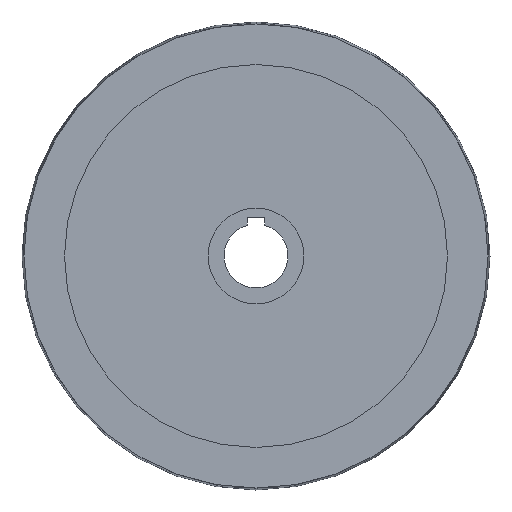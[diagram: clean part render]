
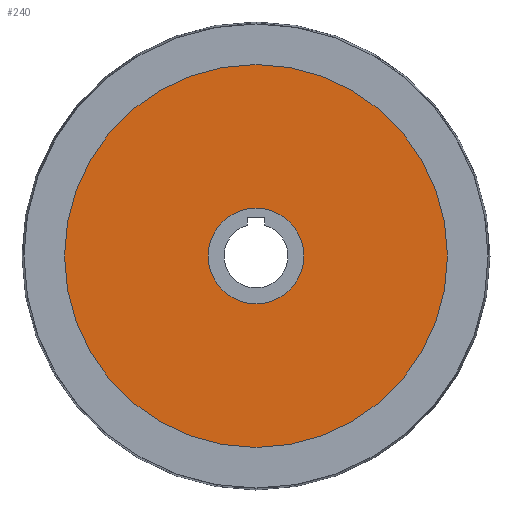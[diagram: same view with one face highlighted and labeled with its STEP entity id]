
A CAD part, left-side view. The second image highlights one B-rep face of the part: STEP entity #240.
In plain terms, the highlighted planar face has unit normal (-1, 0, 0).
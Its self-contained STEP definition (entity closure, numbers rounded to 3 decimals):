
#30=FACE_BOUND('',#86,.T.);
#44=CIRCLE('',#274,90.);
#45=CIRCLE('',#276,22.5);
#60=FACE_OUTER_BOUND('',#85,.T.);
#85=EDGE_LOOP('',(#191));
#86=EDGE_LOOP('',(#192));
#132=VERTEX_POINT('',#406);
#133=VERTEX_POINT('',#409);
#155=EDGE_CURVE('',#132,#132,#44,.T.);
#156=EDGE_CURVE('',#133,#133,#45,.T.);
#191=ORIENTED_EDGE('',*,*,#155,.T.);
#192=ORIENTED_EDGE('',*,*,#156,.F.);
#214=PLANE('',#275);
#240=ADVANCED_FACE('',(#60,#30),#214,.T.);
#274=AXIS2_PLACEMENT_3D('',#407,#337,#338);
#275=AXIS2_PLACEMENT_3D('',#408,#339,#340);
#276=AXIS2_PLACEMENT_3D('',#410,#341,#342);
#337=DIRECTION('center_axis',(-1.,0.,0.));
#338=DIRECTION('ref_axis',(0.,0.,1.));
#339=DIRECTION('center_axis',(-1.,0.,0.));
#340=DIRECTION('ref_axis',(0.,0.,1.));
#341=DIRECTION('center_axis',(-1.,0.,0.));
#342=DIRECTION('ref_axis',(0.,0.,1.));
#406=CARTESIAN_POINT('',(-36.5,0.,90.));
#407=CARTESIAN_POINT('Origin',(-36.5,0.,0.));
#408=CARTESIAN_POINT('Origin',(-36.5,0.,22.5));
#409=CARTESIAN_POINT('',(-36.5,0.,22.5));
#410=CARTESIAN_POINT('Origin',(-36.5,0.,0.));
